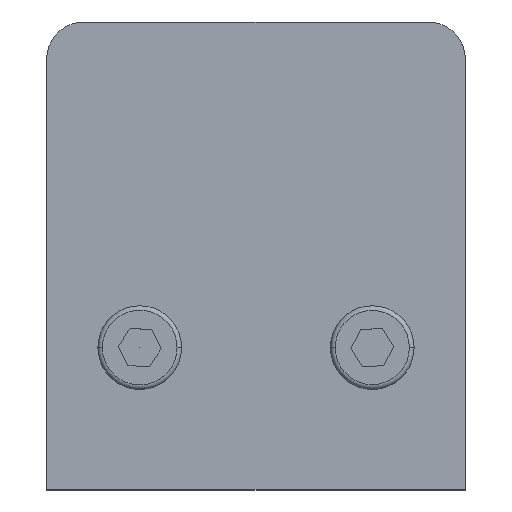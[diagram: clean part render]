
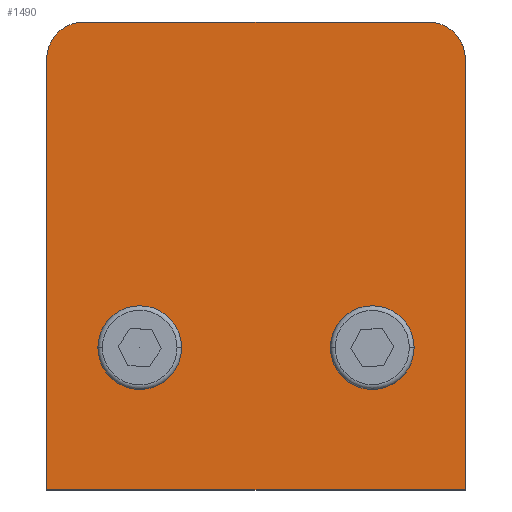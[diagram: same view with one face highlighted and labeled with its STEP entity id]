
A CAD part, top view. The second image highlights one B-rep face of the part: STEP entity #1490.
In plain terms, the highlighted planar face has unit normal (0, 0, 1).
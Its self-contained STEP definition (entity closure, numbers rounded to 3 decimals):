
#26 = CIRCLE ( 'NONE', #507, 4. ) ;
#50 = ORIENTED_EDGE ( 'NONE', *, *, #1432, .T. ) ;
#88 = VERTEX_POINT ( 'NONE', #2717 ) ;
#133 = VERTEX_POINT ( 'NONE', #1321 ) ;
#148 = CARTESIAN_POINT ( 'NONE',  ( 12.5, 2.5, 20.75 ) ) ;
#156 = VECTOR ( 'NONE', #2221, 1000. ) ;
#164 = DIRECTION ( 'NONE',  ( 1., 0., 0. ) ) ;
#180 = CARTESIAN_POINT ( 'NONE',  ( 17., 2.5, 20.75 ) ) ;
#182 = DIRECTION ( 'NONE',  ( 0., 0., 1. ) ) ;
#240 = EDGE_LOOP ( 'NONE', ( #331, #988 ) ) ;
#251 = CARTESIAN_POINT ( 'NONE',  ( 22.5, 37.5, 20.75 ) ) ;
#331 = ORIENTED_EDGE ( 'NONE', *, *, #3093, .F. ) ;
#408 = AXIS2_PLACEMENT_3D ( 'NONE', #1194, #2003, #614 ) ;
#484 = LINE ( 'NONE', #2415, #2414 ) ;
#507 = AXIS2_PLACEMENT_3D ( 'NONE', #3241, #2961, #1355 ) ;
#571 = LINE ( 'NONE', #3131, #156 ) ;
#614 = DIRECTION ( 'NONE',  ( 1., 0., 0. ) ) ;
#678 = CARTESIAN_POINT ( 'NONE',  ( 22.5, -12.759, 20.75 ) ) ;
#793 = CARTESIAN_POINT ( 'NONE',  ( -8., 2.5, 20.75 ) ) ;
#852 = DIRECTION ( 'NONE',  ( 0., -1., 0. ) ) ;
#863 = EDGE_CURVE ( 'NONE', #3306, #2654, #1292, .T. ) ;
#865 = DIRECTION ( 'NONE',  ( 0., 0., -1. ) ) ;
#873 = CARTESIAN_POINT ( 'NONE',  ( -12.5, 2.5, 20.75 ) ) ;
#889 = EDGE_LOOP ( 'NONE', ( #1988, #3511 ) ) ;
#967 = VERTEX_POINT ( 'NONE', #2798 ) ;
#988 = ORIENTED_EDGE ( 'NONE', *, *, #2718, .F. ) ;
#1144 = VERTEX_POINT ( 'NONE', #2968 ) ;
#1185 = EDGE_LOOP ( 'NONE', ( #50, #3450, #1662, #2094, #2093, #3434 ) ) ;
#1194 = CARTESIAN_POINT ( 'NONE',  ( 12.5, 2.5, 20.75 ) ) ;
#1214 = LINE ( 'NONE', #3530, #1998 ) ;
#1232 = AXIS2_PLACEMENT_3D ( 'NONE', #2768, #1636, #1880 ) ;
#1288 = DIRECTION ( 'NONE',  ( 0., 0., 1. ) ) ;
#1292 = CIRCLE ( 'NONE', #3578, 4.5 ) ;
#1321 = CARTESIAN_POINT ( 'NONE',  ( 18.5, 37.5, 20.75 ) ) ;
#1331 = EDGE_CURVE ( 'NONE', #1885, #133, #26, .T. ) ;
#1355 = DIRECTION ( 'NONE',  ( 0., 1., 0. ) ) ;
#1359 = CARTESIAN_POINT ( 'NONE',  ( 8., 2.5, 20.75 ) ) ;
#1368 = FACE_BOUND ( 'NONE', #240, .T. ) ;
#1384 = DIRECTION ( 'NONE',  ( 0., 1., 0. ) ) ;
#1387 = VERTEX_POINT ( 'NONE', #793 ) ;
#1432 = EDGE_CURVE ( 'NONE', #967, #2869, #571, .T. ) ;
#1490 = ADVANCED_FACE ( 'NONE', ( #1368, #2515, #2272 ), #3437, .F. ) ;
#1552 = DIRECTION ( 'NONE',  ( 1., 0., 0. ) ) ;
#1636 = DIRECTION ( 'NONE',  ( 0., 0., 1. ) ) ;
#1640 = DIRECTION ( 'NONE',  ( 0., 0., 1. ) ) ;
#1662 = ORIENTED_EDGE ( 'NONE', *, *, #3470, .F. ) ;
#1880 = DIRECTION ( 'NONE',  ( 0., 1., 0. ) ) ;
#1885 = VERTEX_POINT ( 'NONE', #2545 ) ;
#1944 = CIRCLE ( 'NONE', #2797, 4.5 ) ;
#1962 = LINE ( 'NONE', #2536, #3693 ) ;
#1988 = ORIENTED_EDGE ( 'NONE', *, *, #2673, .F. ) ;
#1998 = VECTOR ( 'NONE', #2949, 1000. ) ;
#2003 = DIRECTION ( 'NONE',  ( 0., 0., 1. ) ) ;
#2084 = CARTESIAN_POINT ( 'NONE',  ( -22.5, -12.759, 20.75 ) ) ;
#2093 = ORIENTED_EDGE ( 'NONE', *, *, #2327, .T. ) ;
#2094 = ORIENTED_EDGE ( 'NONE', *, *, #1331, .T. ) ;
#2135 = DIRECTION ( 'NONE',  ( -1., 0., 0. ) ) ;
#2221 = DIRECTION ( 'NONE',  ( 0., -1., 0. ) ) ;
#2272 = FACE_OUTER_BOUND ( 'NONE', #1185, .T. ) ;
#2327 = EDGE_CURVE ( 'NONE', #133, #88, #484, .T. ) ;
#2414 = VECTOR ( 'NONE', #2135, 1000. ) ;
#2415 = CARTESIAN_POINT ( 'NONE',  ( 22.5, 37.5, 20.75 ) ) ;
#2515 = FACE_BOUND ( 'NONE', #889, .T. ) ;
#2536 = CARTESIAN_POINT ( 'NONE',  ( 22.5, 37.5, 20.75 ) ) ;
#2545 = CARTESIAN_POINT ( 'NONE',  ( 22.5, 33.5, 20.75 ) ) ;
#2654 = VERTEX_POINT ( 'NONE', #180 ) ;
#2673 = EDGE_CURVE ( 'NONE', #2654, #3306, #3396, .T. ) ;
#2717 = CARTESIAN_POINT ( 'NONE',  ( -18.5, 37.5, 20.75 ) ) ;
#2718 = EDGE_CURVE ( 'NONE', #1144, #1387, #2847, .T. ) ;
#2768 = CARTESIAN_POINT ( 'NONE',  ( -18.5, 33.5, 20.75 ) ) ;
#2797 = AXIS2_PLACEMENT_3D ( 'NONE', #3587, #1288, #1552 ) ;
#2798 = CARTESIAN_POINT ( 'NONE',  ( -22.5, 33.5, 20.75 ) ) ;
#2847 = CIRCLE ( 'NONE', #3515, 4.5 ) ;
#2869 = VERTEX_POINT ( 'NONE', #2084 ) ;
#2878 = DIRECTION ( 'NONE',  ( 1., 0., 0. ) ) ;
#2949 = DIRECTION ( 'NONE',  ( 1., 0., 0. ) ) ;
#2961 = DIRECTION ( 'NONE',  ( 0., 0., 1. ) ) ;
#2968 = CARTESIAN_POINT ( 'NONE',  ( -17., 2.5, 20.75 ) ) ;
#3093 = EDGE_CURVE ( 'NONE', #1387, #1144, #1944, .T. ) ;
#3131 = CARTESIAN_POINT ( 'NONE',  ( -22.5, 37.5, 20.75 ) ) ;
#3133 = EDGE_CURVE ( 'NONE', #2869, #3149, #1214, .T. ) ;
#3149 = VERTEX_POINT ( 'NONE', #678 ) ;
#3193 = AXIS2_PLACEMENT_3D ( 'NONE', #251, #865, #1384 ) ;
#3241 = CARTESIAN_POINT ( 'NONE',  ( 18.5, 33.5, 20.75 ) ) ;
#3291 = EDGE_CURVE ( 'NONE', #88, #967, #3585, .T. ) ;
#3306 = VERTEX_POINT ( 'NONE', #1359 ) ;
#3396 = CIRCLE ( 'NONE', #408, 4.5 ) ;
#3434 = ORIENTED_EDGE ( 'NONE', *, *, #3291, .T. ) ;
#3437 = PLANE ( 'NONE',  #3193 ) ;
#3450 = ORIENTED_EDGE ( 'NONE', *, *, #3133, .T. ) ;
#3470 = EDGE_CURVE ( 'NONE', #1885, #3149, #1962, .T. ) ;
#3511 = ORIENTED_EDGE ( 'NONE', *, *, #863, .F. ) ;
#3515 = AXIS2_PLACEMENT_3D ( 'NONE', #873, #1640, #2878 ) ;
#3530 = CARTESIAN_POINT ( 'NONE',  ( -42.5, -12.759, 20.75 ) ) ;
#3578 = AXIS2_PLACEMENT_3D ( 'NONE', #148, #182, #164 ) ;
#3585 = CIRCLE ( 'NONE', #1232, 4. ) ;
#3587 = CARTESIAN_POINT ( 'NONE',  ( -12.5, 2.5, 20.75 ) ) ;
#3693 = VECTOR ( 'NONE', #852, 1000. ) ;
